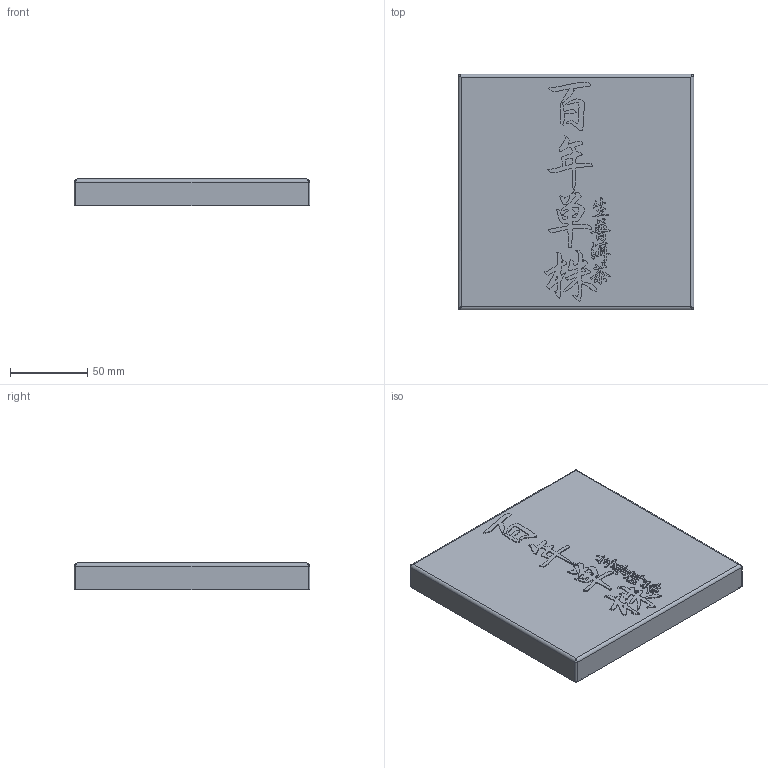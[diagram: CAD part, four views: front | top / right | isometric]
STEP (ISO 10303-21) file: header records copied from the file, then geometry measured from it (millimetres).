
FILE_DESCRIPTION(('HOOPS Exchange Step'),'2;1');
FILE_NAME('temp_export','2024-08-10T00:15:47-16:00',('mobile'),('Shapr3D Limited'),'HOOPS Exchange 2024.2','Shapr3D','Authorized');
FILE_SCHEMA( ('AUTOMOTIVE_DESIGN { 1 0 10303 214 1 1 1 1 }') );
Length unit declared in the file: millimetre
Products named in the file (2): Folder 05; root
Assembly tree (1 placements, depth 2):
  root
    Folder 05
Bounding box: 153 x 153 x 18.1 mm (x, y, z)
Volume: 108725.4 mm3; surface area: 68946.8 mm2
Topology: 18 solids, 18 shells, 1221 faces, 3521 edges, 2336 vertices
Faces by surface type: plane 1187, cylinder 21, torus 8, bspline 5
Entity records: 39753 total; most frequent: CARTESIAN_POINT 7577, ORIENTED_EDGE 7038, DIRECTION 6005, EDGE_CURVE 3519, VECTOR 3465, LINE 3465, VERTEX_POINT 2336, AXIS2_PLACEMENT_3D 1270
